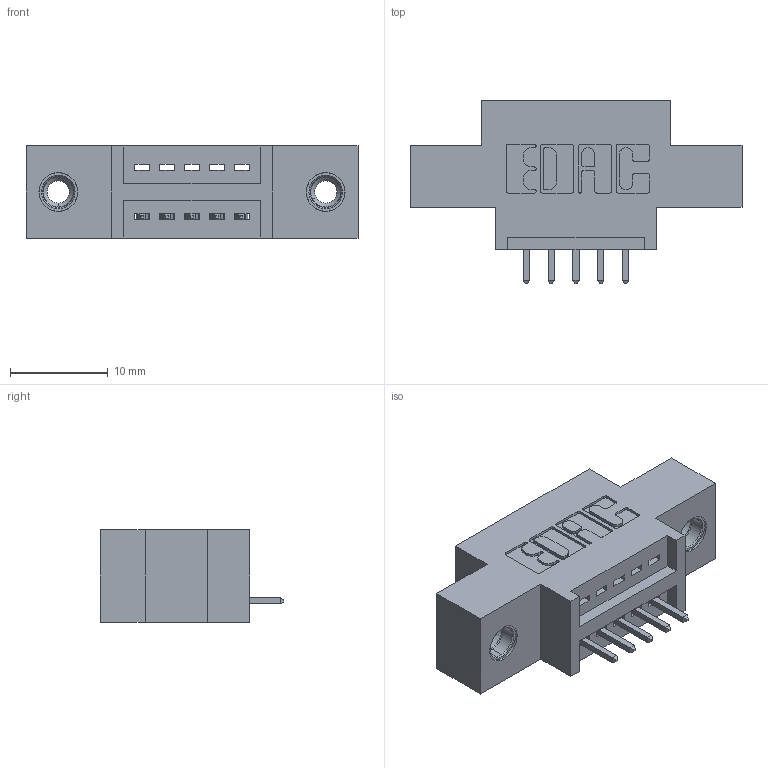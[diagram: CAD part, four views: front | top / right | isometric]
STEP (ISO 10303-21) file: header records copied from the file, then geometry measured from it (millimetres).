
FILE_DESCRIPTION (( 'STEP AP203' ), '1' );
FILE_NAME ('345-005-521-608.STEP', '2018-08-16T21:30:17', ( '' ), ( '' ), 'SwSTEP 2.0', 'SolidWorks 2016', '' );
FILE_SCHEMA (( 'CONFIG_CONTROL_DESIGN' ));
Length unit declared in the file: inch
Products named in the file (4): 345 Part_0.170 Offset - 0.156 Dia-TI; 345-005-521-608; 345-292-001_345-293-121; 345-250-001_345-250-003-102
Assembly tree (8 placements, depth 2):
  345-005-521-608
    345 Part_0.170 Offset - 0.156 Dia-TI
    345-292-001_345-293-121  x5
    345-250-001_345-250-003-102  x2
Bounding box: 33.91 x 18.72 x 9.4 mm (x, y, z)
Volume: 2783.5 mm3; surface area: 3286.2 mm2
Topology: 8 solids, 8 shells, 480 faces, 1369 edges, 898 vertices
Faces by surface type: plane 316, cylinder 148, cone 12, torus 4
Entity records: 10080 total; most frequent: CARTESIAN_POINT 1730, ORIENTED_EDGE 1662, DIRECTION 1591, EDGE_CURVE 831, VECTOR 659, LINE 659, VERTEX_POINT 548, AXIS2_PLACEMENT_3D 466
